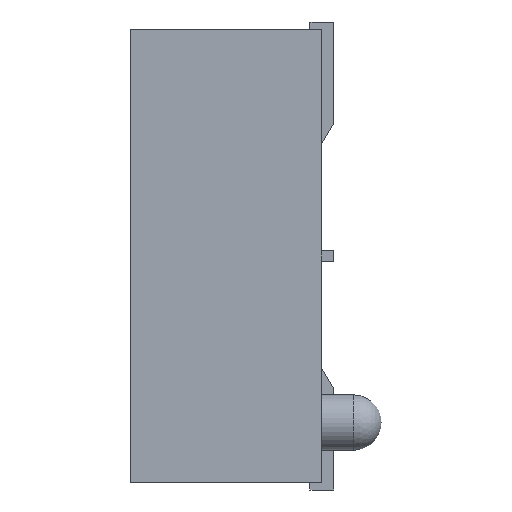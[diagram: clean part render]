
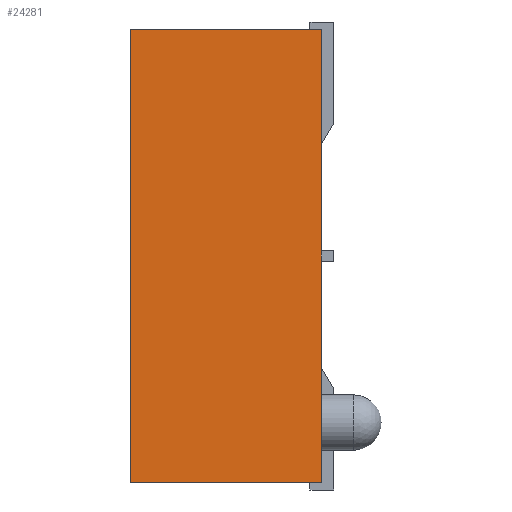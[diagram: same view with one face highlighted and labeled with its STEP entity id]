
A CAD part, left-side view. The second image highlights one B-rep face of the part: STEP entity #24281.
In plain terms, the highlighted planar face has unit normal (-1, 0, 0).
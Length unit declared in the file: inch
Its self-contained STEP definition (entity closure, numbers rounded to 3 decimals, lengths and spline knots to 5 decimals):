
#419=LINE('',#34325,#3617);
#539=LINE('',#34546,#3737);
#545=LINE('',#34557,#3743);
#550=LINE('',#34564,#3748);
#3617=VECTOR('',#27462,39.37008);
#3737=VECTOR('',#27586,39.37008);
#3743=VECTOR('',#27594,39.37008);
#3748=VECTOR('',#27603,39.37008);
#6975=ORIENTED_EDGE('',*,*,#14253,.T.);
#6976=ORIENTED_EDGE('',*,*,#14384,.F.);
#6977=ORIENTED_EDGE('',*,*,#14373,.F.);
#6978=ORIENTED_EDGE('',*,*,#14379,.T.);
#14253=EDGE_CURVE('',#17972,#17971,#419,.T.);
#14373=EDGE_CURVE('',#18070,#18071,#539,.T.);
#14379=EDGE_CURVE('',#18070,#17972,#545,.T.);
#14384=EDGE_CURVE('',#18071,#17971,#550,.T.);
#17971=VERTEX_POINT('',#34324);
#17972=VERTEX_POINT('',#34326);
#18070=VERTEX_POINT('',#34545);
#18071=VERTEX_POINT('',#34547);
#20805=EDGE_LOOP('',(#6975,#6976,#6977,#6978));
#22037=FACE_BOUND('',#20805,.T.);
#23266=PLANE('',#25545);
#24281=ADVANCED_FACE('',(#22037),#23266,.F.);
#25545=AXIS2_PLACEMENT_3D('',#34563,#27601,#27602);
#27462=DIRECTION('',(0.,0.,1.));
#27586=DIRECTION('',(0.,0.,1.));
#27594=DIRECTION('',(0.,-1.,0.));
#27601=DIRECTION('',(1.,0.,0.));
#27602=DIRECTION('',(0.,0.,-1.));
#27603=DIRECTION('',(0.,-1.,0.));
#34324=CARTESIAN_POINT('',(-0.419,0.,0.1425));
#34325=CARTESIAN_POINT('',(-0.419,0.,-0.1425));
#34326=CARTESIAN_POINT('',(-0.419,0.,-0.1425));
#34545=CARTESIAN_POINT('',(-0.419,0.12,-0.1425));
#34546=CARTESIAN_POINT('',(-0.419,0.12,-0.1425));
#34547=CARTESIAN_POINT('',(-0.419,0.12,0.1425));
#34557=CARTESIAN_POINT('',(-0.419,0.12,-0.1425));
#34563=CARTESIAN_POINT('',(-0.419,0.12,-0.1425));
#34564=CARTESIAN_POINT('',(-0.419,0.12,0.1425));
